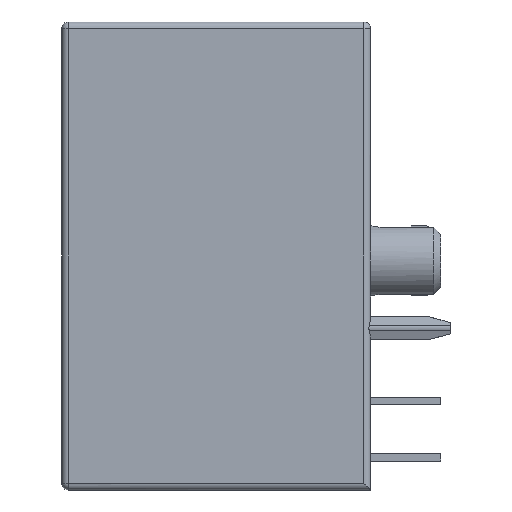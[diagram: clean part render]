
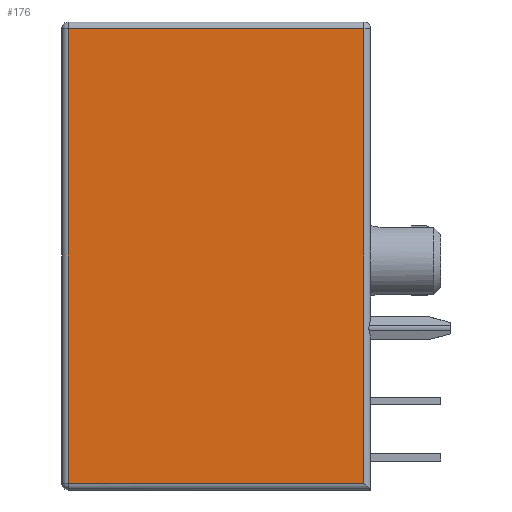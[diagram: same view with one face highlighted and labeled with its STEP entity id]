
A CAD part, left-side view. The second image highlights one B-rep face of the part: STEP entity #176.
In plain terms, the highlighted planar face has unit normal (-1, 0, 0).
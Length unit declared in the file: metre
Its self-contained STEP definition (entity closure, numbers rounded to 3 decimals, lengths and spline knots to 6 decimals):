
#176 = ADVANCED_FACE( '', ( #455 ), #456, .T. );
#455 = FACE_OUTER_BOUND( '', #743, .T. );
#456 = PLANE( '', #744 );
#743 = EDGE_LOOP( '', ( #1831, #1832, #1833, #1834 ) );
#744 = AXIS2_PLACEMENT_3D( '', #1835, #1836, #1837 );
#1831 = ORIENTED_EDGE( '', *, *, #2189, .F. );
#1832 = ORIENTED_EDGE( '', *, *, #2137, .F. );
#1833 = ORIENTED_EDGE( '', *, *, #2100, .T. );
#1834 = ORIENTED_EDGE( '', *, *, #2076, .F. );
#1835 = CARTESIAN_POINT( '', ( -0.006922, 0., 0. ) );
#1836 = DIRECTION( '', ( -1., 0., 0. ) );
#1837 = DIRECTION( '', ( 0., 0., 1. ) );
#2076 = EDGE_CURVE( '', #2578, #2576, #2580, .T. );
#2100 = EDGE_CURVE( '', #2621, #2576, #2622, .T. );
#2137 = EDGE_CURVE( '', #2621, #2373, #2678, .T. );
#2189 = EDGE_CURVE( '', #2373, #2578, #2757, .T. );
#2373 = VERTEX_POINT( '', #3084 );
#2576 = VERTEX_POINT( '', #3509 );
#2578 = VERTEX_POINT( '', #3511 );
#2580 = LINE( '', #3513, #3514 );
#2621 = VERTEX_POINT( '', #3594 );
#2622 = LINE( '', #3595, #3596 );
#2678 = LINE( '', #3697, #3698 );
#2757 = LINE( '', #3826, #3827 );
#3084 = CARTESIAN_POINT( '', ( -0.006922, 0.013665, -0.020853 ) );
#3509 = CARTESIAN_POINT( '', ( -0.006922, 0.000305, -0.000305 ) );
#3511 = CARTESIAN_POINT( '', ( -0.006922, 0.013665, -0.000305 ) );
#3513 = CARTESIAN_POINT( '', ( -0.006922, 0.013665, -0.000305 ) );
#3514 = VECTOR( '', #4187, 1. );
#3594 = CARTESIAN_POINT( '', ( -0.006922, 0.000305, -0.020853 ) );
#3595 = CARTESIAN_POINT( '', ( -0.006922, 0.000305, -0.020853 ) );
#3596 = VECTOR( '', #4210, 1. );
#3697 = CARTESIAN_POINT( '', ( -0.006922, 0.000305, -0.020853 ) );
#3698 = VECTOR( '', #4257, 1. );
#3826 = CARTESIAN_POINT( '', ( -0.006922, 0.013665, -0.020853 ) );
#3827 = VECTOR( '', #4313, 1. );
#4187 = DIRECTION( '', ( 0., -1., 0. ) );
#4210 = DIRECTION( '', ( 0., 0., 1. ) );
#4257 = DIRECTION( '', ( 0., 1., 0. ) );
#4313 = DIRECTION( '', ( 0., 0., 1. ) );
